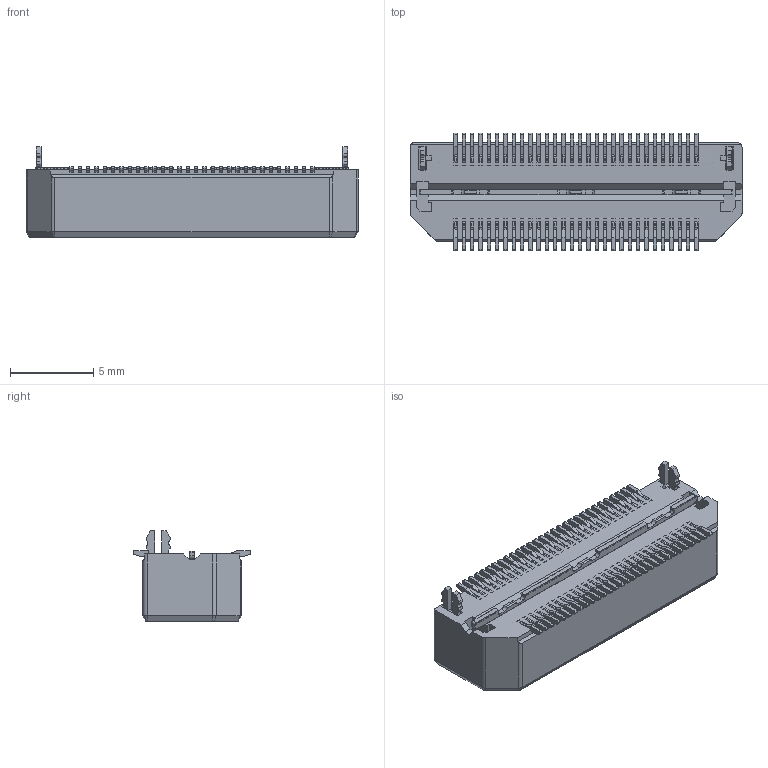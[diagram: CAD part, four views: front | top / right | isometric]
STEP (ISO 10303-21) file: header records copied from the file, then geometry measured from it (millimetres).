
FILE_DESCRIPTION( ('This file contains a STEP AP42 implementation' ,'as created by ZW3D STEP Interface translator.') ,'2;1' );
FILE_NAME( '37202-PMXXX-XXXXXX01.stp' ,'231220.152315', (''), ('ZWCAD Software Co.'), 'Version 1.0', 'ZW3D to STEP translator', '' );
FILE_SCHEMA(('AUTOMOTIVE_DESIGN { 1 0 10303 214 1 1 1 1 }'));
Length unit declared in the file: millimetre
Products named in the file (2): 0; 37202-PMXXX-XXXXXX01
Bounding box: 20 x 7.1 x 5.46 mm (x, y, z)
Volume: 0 mm3; surface area: 1141.6 mm2
Topology: 4 solids, 5 shells, 3962 faces, 11241 edges, 7336 vertices
Faces by surface type: plane 3052, cylinder 904, cone 6
Entity records: 131888 total; most frequent: CARTESIAN_POINT 23625, ORIENTED_EDGE 22870, DIRECTION 20462, EDGE_CURVE 11234, VECTOR 9284, LINE 9284, VERTEX_POINT 7336, AXIS2_PLACEMENT_3D 5589
